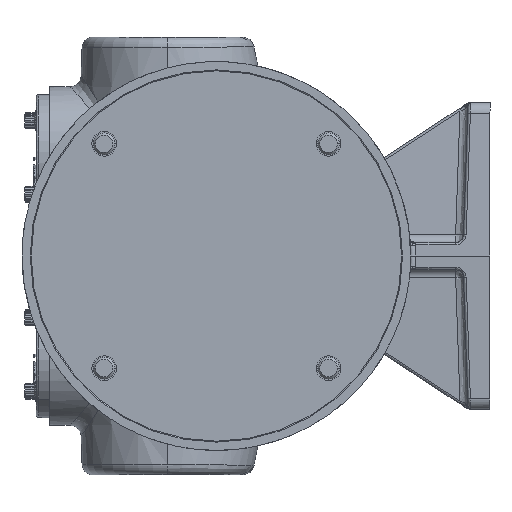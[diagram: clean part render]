
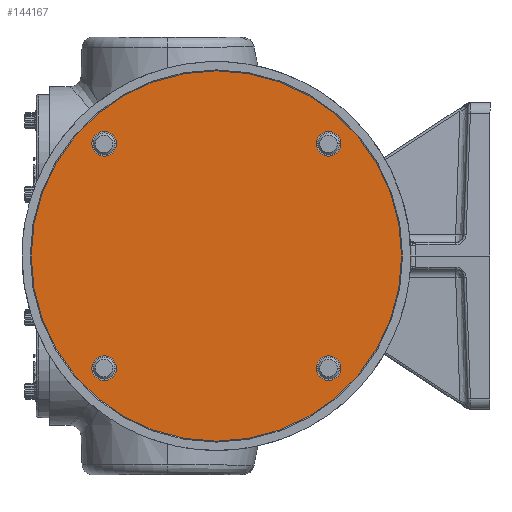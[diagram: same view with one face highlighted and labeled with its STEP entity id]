
A CAD part, left-side view. The second image highlights one B-rep face of the part: STEP entity #144167.
In plain terms, the highlighted planar face has unit normal (-1, 0, 0).
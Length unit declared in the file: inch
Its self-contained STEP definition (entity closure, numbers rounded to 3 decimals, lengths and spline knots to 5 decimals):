
#1179 = CIRCLE ( 'NONE', #114320, 0.28125 ) ;
#3448 = AXIS2_PLACEMENT_3D ( 'NONE', #38540, #122545, #50569 ) ;
#3856 = DIRECTION ( 'NONE',  ( 0., 0., 1. ) ) ;
#4654 = CARTESIAN_POINT ( 'NONE',  ( -18.88, -2.56326, 2.84451 ) ) ;
#5346 = CIRCLE ( 'NONE', #13575, 0.28125 ) ;
#7316 = DIRECTION ( 'NONE',  ( -1., 0., 0. ) ) ;
#7913 = EDGE_CURVE ( 'NONE', #53418, #73954, #110155, .T. ) ;
#13575 = AXIS2_PLACEMENT_3D ( 'NONE', #28203, #112207, #40262 ) ;
#14385 = EDGE_CURVE ( 'NONE', #44640, #29361, #32667, .T. ) ;
#16821 = EDGE_CURVE ( 'NONE', #29361, #44640, #62039, .T. ) ;
#17947 = DIRECTION ( 'NONE',  ( -1., 0., 0. ) ) ;
#19857 = EDGE_LOOP ( 'NONE', ( #145483, #75593 ) ) ;
#20189 = EDGE_CURVE ( 'NONE', #30385, #49880, #115246, .T. ) ;
#23811 = CIRCLE ( 'NONE', #69723, 0.28125 ) ;
#27981 = VERTEX_POINT ( 'NONE', #64593 ) ;
#28203 = CARTESIAN_POINT ( 'NONE',  ( -18.88, 2.56326, -2.56326 ) ) ;
#28873 = FACE_BOUND ( 'NONE', #98535, .T. ) ;
#29361 = VERTEX_POINT ( 'NONE', #42965 ) ;
#30385 = VERTEX_POINT ( 'NONE', #79907 ) ;
#31376 = ORIENTED_EDGE ( 'NONE', *, *, #122348, .F. ) ;
#31424 = CARTESIAN_POINT ( 'NONE',  ( -18.88, -2.56326, -2.56326 ) ) ;
#32667 = CIRCLE ( 'NONE', #105851, 4.2305 ) ;
#33155 = ORIENTED_EDGE ( 'NONE', *, *, #60544, .F. ) ;
#38338 = CARTESIAN_POINT ( 'NONE',  ( -18.88, -2.56326, -2.56326 ) ) ;
#38540 = CARTESIAN_POINT ( 'NONE',  ( -18.88, 0., 0. ) ) ;
#40262 = DIRECTION ( 'NONE',  ( 0., 0., 1. ) ) ;
#41174 = CIRCLE ( 'NONE', #123932, 0.28125 ) ;
#41765 = DIRECTION ( 'NONE',  ( -1., 0., 0. ) ) ;
#42214 = EDGE_LOOP ( 'NONE', ( #149366, #126227 ) ) ;
#42965 = CARTESIAN_POINT ( 'NONE',  ( -18.88, 0., -4.2305 ) ) ;
#43446 = DIRECTION ( 'NONE',  ( 0., 0., 1. ) ) ;
#44640 = VERTEX_POINT ( 'NONE', #77259 ) ;
#44756 = CARTESIAN_POINT ( 'NONE',  ( -18.88, 2.56326, 2.84451 ) ) ;
#49522 = EDGE_LOOP ( 'NONE', ( #31376, #107737 ) ) ;
#49880 = VERTEX_POINT ( 'NONE', #44756 ) ;
#50020 = VERTEX_POINT ( 'NONE', #142509 ) ;
#50081 = PLANE ( 'NONE',  #3448 ) ;
#50401 = DIRECTION ( 'NONE',  ( 0., 0., 1. ) ) ;
#50569 = DIRECTION ( 'NONE',  ( 0., 0., 1. ) ) ;
#53085 = DIRECTION ( 'NONE',  ( -1., 0., 0. ) ) ;
#53418 = VERTEX_POINT ( 'NONE', #91802 ) ;
#54509 = ORIENTED_EDGE ( 'NONE', *, *, #112686, .F. ) ;
#55130 = EDGE_CURVE ( 'NONE', #73954, #53418, #66019, .T. ) ;
#57720 = AXIS2_PLACEMENT_3D ( 'NONE', #31424, #115414, #43446 ) ;
#59465 = CARTESIAN_POINT ( 'NONE',  ( -18.88, 2.56326, -2.28201 ) ) ;
#60544 = EDGE_CURVE ( 'NONE', #50020, #97349, #23811, .T. ) ;
#60599 = ORIENTED_EDGE ( 'NONE', *, *, #7913, .F. ) ;
#60850 = FACE_BOUND ( 'NONE', #100404, .T. ) ;
#62039 = CIRCLE ( 'NONE', #150796, 4.2305 ) ;
#63073 = EDGE_CURVE ( 'NONE', #27981, #130385, #1179, .T. ) ;
#63978 = CARTESIAN_POINT ( 'NONE',  ( -18.88, -2.56326, -2.28201 ) ) ;
#64073 = CARTESIAN_POINT ( 'NONE',  ( -18.88, 2.56326, 2.56326 ) ) ;
#64593 = CARTESIAN_POINT ( 'NONE',  ( -18.88, 2.56326, -2.84451 ) ) ;
#66019 = CIRCLE ( 'NONE', #57720, 0.28125 ) ;
#68899 = DIRECTION ( 'NONE',  ( -1., 0., 0. ) ) ;
#69723 = AXIS2_PLACEMENT_3D ( 'NONE', #140847, #68899, #152915 ) ;
#73954 = VERTEX_POINT ( 'NONE', #63978 ) ;
#75593 = ORIENTED_EDGE ( 'NONE', *, *, #20189, .F. ) ;
#75666 = DIRECTION ( 'NONE',  ( -1., 0., 0. ) ) ;
#75920 = AXIS2_PLACEMENT_3D ( 'NONE', #38338, #122367, #50401 ) ;
#76141 = DIRECTION ( 'NONE',  ( 0., 0., 1. ) ) ;
#77259 = CARTESIAN_POINT ( 'NONE',  ( -18.88, 0., 4.2305 ) ) ;
#79125 = CARTESIAN_POINT ( 'NONE',  ( -18.88, 2.56326, -2.56326 ) ) ;
#79907 = CARTESIAN_POINT ( 'NONE',  ( -18.88, 2.56326, 2.28201 ) ) ;
#83813 = EDGE_CURVE ( 'NONE', #49880, #30385, #41174, .T. ) ;
#87784 = AXIS2_PLACEMENT_3D ( 'NONE', #64073, #148108, #76141 ) ;
#88988 = FACE_OUTER_BOUND ( 'NONE', #42214, .T. ) ;
#89001 = ORIENTED_EDGE ( 'NONE', *, *, #55130, .F. ) ;
#89810 = CARTESIAN_POINT ( 'NONE',  ( -18.88, 2.56326, 2.56326 ) ) ;
#91192 = DIRECTION ( 'NONE',  ( 0., 0., 1. ) ) ;
#91802 = CARTESIAN_POINT ( 'NONE',  ( -18.88, -2.56326, -2.84451 ) ) ;
#91870 = AXIS2_PLACEMENT_3D ( 'NONE', #147662, #75666, #3856 ) ;
#97349 = VERTEX_POINT ( 'NONE', #4654 ) ;
#98535 = EDGE_LOOP ( 'NONE', ( #54509, #33155 ) ) ;
#100404 = EDGE_LOOP ( 'NONE', ( #89001, #60599 ) ) ;
#101911 = DIRECTION ( 'NONE',  ( 0., 0., 1. ) ) ;
#105851 = AXIS2_PLACEMENT_3D ( 'NONE', #113734, #41765, #125825 ) ;
#107737 = ORIENTED_EDGE ( 'NONE', *, *, #63073, .F. ) ;
#110155 = CIRCLE ( 'NONE', #75920, 0.28125 ) ;
#112207 = DIRECTION ( 'NONE',  ( -1., 0., 0. ) ) ;
#112686 = EDGE_CURVE ( 'NONE', #97349, #50020, #147953, .T. ) ;
#113734 = CARTESIAN_POINT ( 'NONE',  ( -18.88, 0., 0. ) ) ;
#114320 = AXIS2_PLACEMENT_3D ( 'NONE', #79125, #7316, #91192 ) ;
#115246 = CIRCLE ( 'NONE', #87784, 0.28125 ) ;
#115414 = DIRECTION ( 'NONE',  ( -1., 0., 0. ) ) ;
#120983 = FACE_BOUND ( 'NONE', #49522, .T. ) ;
#122348 = EDGE_CURVE ( 'NONE', #130385, #27981, #5346, .T. ) ;
#122367 = DIRECTION ( 'NONE',  ( -1., 0., 0. ) ) ;
#122545 = DIRECTION ( 'NONE',  ( -1., 0., 0. ) ) ;
#123932 = AXIS2_PLACEMENT_3D ( 'NONE', #89810, #17947, #101911 ) ;
#125075 = CARTESIAN_POINT ( 'NONE',  ( -18.88, 0., 0. ) ) ;
#125825 = DIRECTION ( 'NONE',  ( 0., 0., 1. ) ) ;
#126227 = ORIENTED_EDGE ( 'NONE', *, *, #16821, .T. ) ;
#130385 = VERTEX_POINT ( 'NONE', #59465 ) ;
#137142 = DIRECTION ( 'NONE',  ( 0., 0., 1. ) ) ;
#140847 = CARTESIAN_POINT ( 'NONE',  ( -18.88, -2.56326, 2.56326 ) ) ;
#142509 = CARTESIAN_POINT ( 'NONE',  ( -18.88, -2.56326, 2.28201 ) ) ;
#144167 = ADVANCED_FACE ( 'NONE', ( #120983, #152893, #28873, #60850, #88988 ), #50081, .T. ) ;
#145483 = ORIENTED_EDGE ( 'NONE', *, *, #83813, .F. ) ;
#147662 = CARTESIAN_POINT ( 'NONE',  ( -18.88, -2.56326, 2.56326 ) ) ;
#147953 = CIRCLE ( 'NONE', #91870, 0.28125 ) ;
#148108 = DIRECTION ( 'NONE',  ( -1., 0., 0. ) ) ;
#149366 = ORIENTED_EDGE ( 'NONE', *, *, #14385, .T. ) ;
#150796 = AXIS2_PLACEMENT_3D ( 'NONE', #125075, #53085, #137142 ) ;
#152893 = FACE_BOUND ( 'NONE', #19857, .T. ) ;
#152915 = DIRECTION ( 'NONE',  ( 0., 0., 1. ) ) ;
